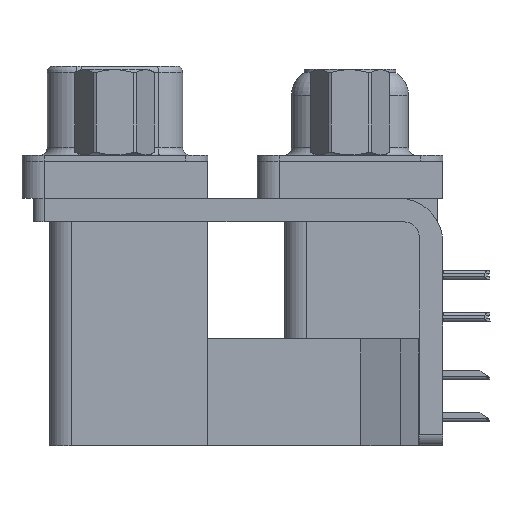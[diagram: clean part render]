
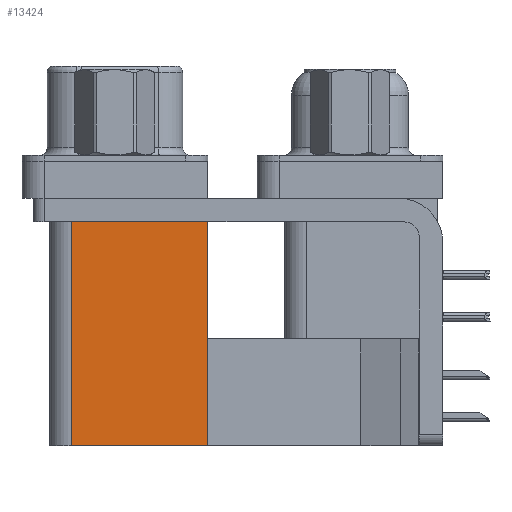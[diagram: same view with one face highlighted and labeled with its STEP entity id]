
A CAD part, left-side view. The second image highlights one B-rep face of the part: STEP entity #13424.
In plain terms, the highlighted planar face has unit normal (-1, 0, 0).
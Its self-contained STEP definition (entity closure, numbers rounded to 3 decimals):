
#292 = VERTEX_POINT ( 'NONE', #12228 ) ;
#1556 = DIRECTION ( 'NONE',  ( 0., 1., 0. ) ) ;
#3215 = LINE ( 'NONE', #12170, #23727 ) ;
#3374 = EDGE_CURVE ( 'NONE', #39791, #20214, #3215, .T. ) ;
#5330 = CARTESIAN_POINT ( 'NONE',  ( 3.79, 9.6, -19.2 ) ) ;
#9712 = CARTESIAN_POINT ( 'NONE',  ( 3.79, 9.6, -19.2 ) ) ;
#11460 = ORIENTED_EDGE ( 'NONE', *, *, #12990, .T. ) ;
#12170 = CARTESIAN_POINT ( 'NONE',  ( 3.79, 9.6, -19.2 ) ) ;
#12228 = CARTESIAN_POINT ( 'NONE',  ( 3.79, 18.8, -19.2 ) ) ;
#12990 = EDGE_CURVE ( 'NONE', #20214, #18047, #26851, .T. ) ;
#13424 = ADVANCED_FACE ( 'NONE', ( #38070 ), #18064, .F. ) ;
#14105 = ORIENTED_EDGE ( 'NONE', *, *, #3374, .T. ) ;
#14232 = DIRECTION ( 'NONE',  ( 0., 1., 0. ) ) ;
#16906 = CARTESIAN_POINT ( 'NONE',  ( 3.79, 18.8, -2.5 ) ) ;
#16970 = EDGE_CURVE ( 'NONE', #292, #18047, #30074, .T. ) ;
#17495 = CARTESIAN_POINT ( 'NONE',  ( 3.79, 9.6, -2.5 ) ) ;
#18047 = VERTEX_POINT ( 'NONE', #16906 ) ;
#18064 = PLANE ( 'NONE',  #35191 ) ;
#20063 = DIRECTION ( 'NONE',  ( 0., 0., 1. ) ) ;
#20214 = VERTEX_POINT ( 'NONE', #39071 ) ;
#21997 = ORIENTED_EDGE ( 'NONE', *, *, #16970, .F. ) ;
#22672 = ORIENTED_EDGE ( 'NONE', *, *, #24915, .F. ) ;
#23727 = VECTOR ( 'NONE', #25519, 1000. ) ;
#24915 = EDGE_CURVE ( 'NONE', #39791, #292, #27618, .T. ) ;
#25519 = DIRECTION ( 'NONE',  ( 0., 0., 1. ) ) ;
#26658 = CARTESIAN_POINT ( 'NONE',  ( 3.79, 18.8, -19.2 ) ) ;
#26851 = LINE ( 'NONE', #17495, #30383 ) ;
#27618 = LINE ( 'NONE', #37431, #37336 ) ;
#28472 = EDGE_LOOP ( 'NONE', ( #11460, #21997, #22672, #14105 ) ) ;
#28703 = DIRECTION ( 'NONE',  ( 0., 0., -1. ) ) ;
#30074 = LINE ( 'NONE', #26658, #39998 ) ;
#30383 = VECTOR ( 'NONE', #1556, 1000. ) ;
#35191 = AXIS2_PLACEMENT_3D ( 'NONE', #5330, #37838, #28703 ) ;
#37336 = VECTOR ( 'NONE', #14232, 1000. ) ;
#37431 = CARTESIAN_POINT ( 'NONE',  ( 3.79, 9.6, -19.2 ) ) ;
#37838 = DIRECTION ( 'NONE',  ( 1., 0., 0. ) ) ;
#38070 = FACE_OUTER_BOUND ( 'NONE', #28472, .T. ) ;
#39071 = CARTESIAN_POINT ( 'NONE',  ( 3.79, 9.6, -2.5 ) ) ;
#39791 = VERTEX_POINT ( 'NONE', #9712 ) ;
#39998 = VECTOR ( 'NONE', #20063, 1000. ) ;
